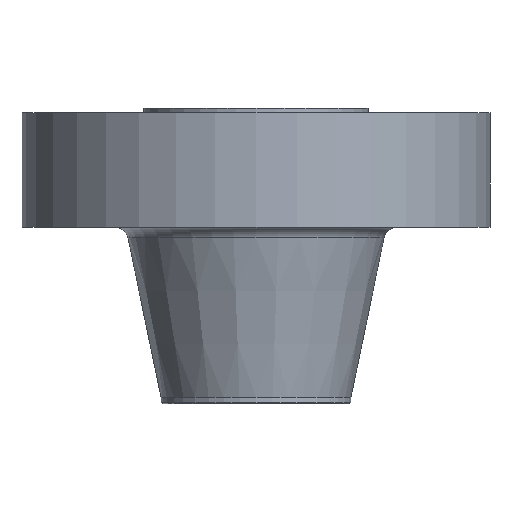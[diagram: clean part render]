
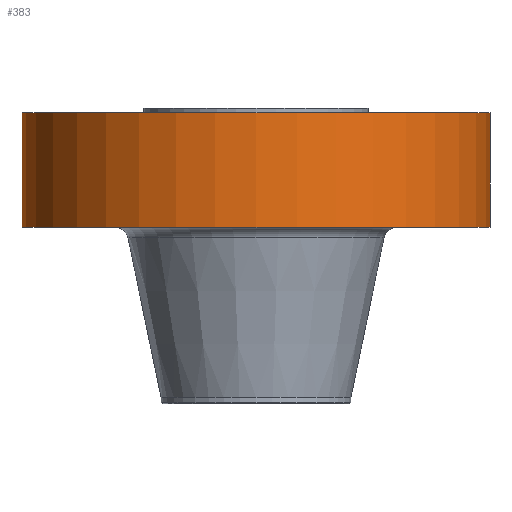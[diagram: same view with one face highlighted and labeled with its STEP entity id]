
A CAD part, front view. The second image highlights one B-rep face of the part: STEP entity #383.
In plain terms, the highlighted cylindrical face has radius 336.55 mm (diameter 673.1 mm), a partial arc.
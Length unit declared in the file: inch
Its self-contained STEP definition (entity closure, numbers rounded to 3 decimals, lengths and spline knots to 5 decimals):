
#58 = LINE ( 'NONE', #493, #1412 ) ;
#100 = CARTESIAN_POINT ( 'NONE',  ( 0., 0., 0. ) ) ;
#131 = CIRCLE ( 'NONE', #175, 13.25 ) ;
#151 = EDGE_CURVE ( 'NONE', #283, #948, #131, .T. ) ;
#175 = AXIS2_PLACEMENT_3D ( 'NONE', #594, #806, #378 ) ;
#192 = EDGE_CURVE ( 'NONE', #283, #773, #58, .T. ) ;
#212 = DIRECTION ( 'NONE',  ( 0., 0., 1. ) ) ;
#283 = VERTEX_POINT ( 'NONE', #749 ) ;
#313 = CARTESIAN_POINT ( 'NONE',  ( 0., 0., -0.25 ) ) ;
#349 = CARTESIAN_POINT ( 'NONE',  ( 13.25, 0., -6.75 ) ) ;
#378 = DIRECTION ( 'NONE',  ( 1., 0., 0. ) ) ;
#383 = ADVANCED_FACE ( 'NONE', ( #1213 ), #652, .T. ) ;
#408 = DIRECTION ( 'NONE',  ( 0., 0., 1. ) ) ;
#430 = CARTESIAN_POINT ( 'NONE',  ( 13.25, 0., 0. ) ) ;
#445 = CARTESIAN_POINT ( 'NONE',  ( 13.25, 0., -0.25 ) ) ;
#478 = AXIS2_PLACEMENT_3D ( 'NONE', #100, #408, #864 ) ;
#493 = CARTESIAN_POINT ( 'NONE',  ( -13.25, 0., 0. ) ) ;
#594 = CARTESIAN_POINT ( 'NONE',  ( 0., 0., -6.75 ) ) ;
#601 = VECTOR ( 'NONE', #212, 39.37008 ) ;
#626 = ORIENTED_EDGE ( 'NONE', *, *, #832, .T. ) ;
#628 = DIRECTION ( 'NONE',  ( 1., 0., 0. ) ) ;
#652 = CYLINDRICAL_SURFACE ( 'NONE', #478, 13.25 ) ;
#749 = CARTESIAN_POINT ( 'NONE',  ( -13.25, 0., -6.75 ) ) ;
#773 = VERTEX_POINT ( 'NONE', #974 ) ;
#806 = DIRECTION ( 'NONE',  ( 0., 0., 1. ) ) ;
#832 = EDGE_CURVE ( 'NONE', #948, #970, #1439, .T. ) ;
#847 = DIRECTION ( 'NONE',  ( 0., 0., 1. ) ) ;
#858 = ORIENTED_EDGE ( 'NONE', *, *, #1372, .F. ) ;
#864 = DIRECTION ( 'NONE',  ( 1., 0., 0. ) ) ;
#937 = DIRECTION ( 'NONE',  ( 0., 0., 1. ) ) ;
#948 = VERTEX_POINT ( 'NONE', #349 ) ;
#970 = VERTEX_POINT ( 'NONE', #445 ) ;
#974 = CARTESIAN_POINT ( 'NONE',  ( -13.25, 0., -0.25 ) ) ;
#1076 = ORIENTED_EDGE ( 'NONE', *, *, #192, .F. ) ;
#1088 = ORIENTED_EDGE ( 'NONE', *, *, #151, .T. ) ;
#1205 = EDGE_LOOP ( 'NONE', ( #1076, #1088, #626, #858 ) ) ;
#1212 = CIRCLE ( 'NONE', #1282, 13.25 ) ;
#1213 = FACE_OUTER_BOUND ( 'NONE', #1205, .T. ) ;
#1282 = AXIS2_PLACEMENT_3D ( 'NONE', #313, #847, #628 ) ;
#1372 = EDGE_CURVE ( 'NONE', #773, #970, #1212, .T. ) ;
#1412 = VECTOR ( 'NONE', #937, 39.37008 ) ;
#1439 = LINE ( 'NONE', #430, #601 ) ;
